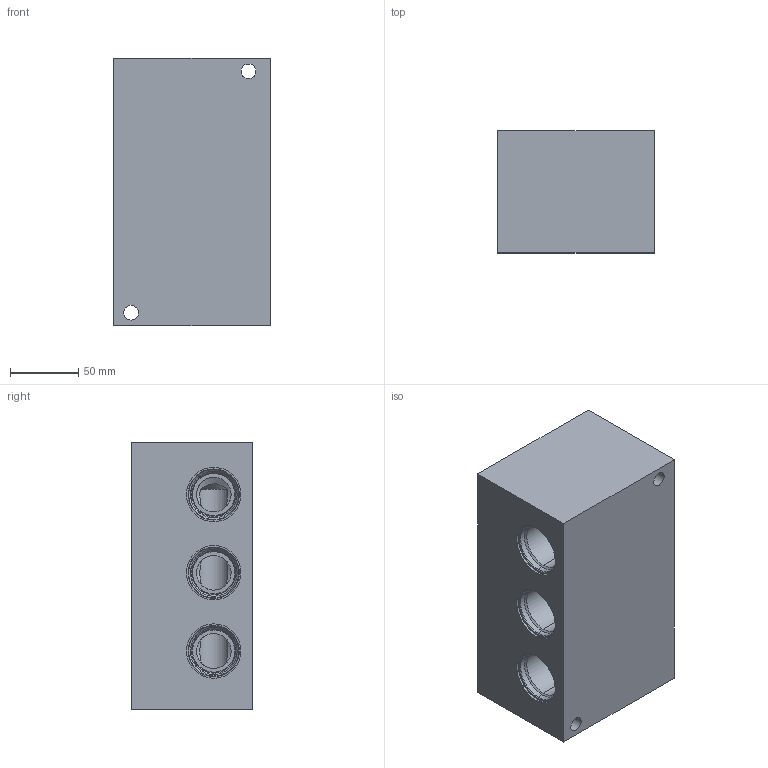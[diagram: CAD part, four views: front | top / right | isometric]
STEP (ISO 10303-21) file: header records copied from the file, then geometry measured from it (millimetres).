
FILE_DESCRIPTION((''),'2;1');
FILE_NAME('VGP_ASM','2021-04-15T',('ProEService'),(''),'PRO/ENGINEER BY PARAMETRIC TECHNOLOGY CORPORATION, 2014200','PRO/ENGINEER BY PARAMETRIC TECHNOLOGY CORPORATION, 2014200','');
FILE_SCHEMA(('CONFIG_CONTROL_DESIGN'));
Length unit declared in the file: inch
Products named in the file (2): 153-376-001; VGP_ASM
Assembly tree (1 placements, depth 2):
  VGP_ASM
    153-376-001
Bounding box: 114.3 x 88.9 x 195.28 mm (x, y, z)
Volume: 1638048.8 mm3; surface area: 144281.4 mm2
Topology: 1 solids, 1 shells, 135 faces, 512 edges, 470 vertices
Faces by surface type: cylinder 58, cone 55, plane 16, torus 6
Entity records: 5731 total; most frequent: CARTESIAN_POINT 1498, DIRECTION 922, ORIENTED_EDGE 588, VECTOR 334, LINE 334, AXIS2_PLACEMENT_3D 294, EDGE_CURVE 294, TRIMMED_CURVE 216
